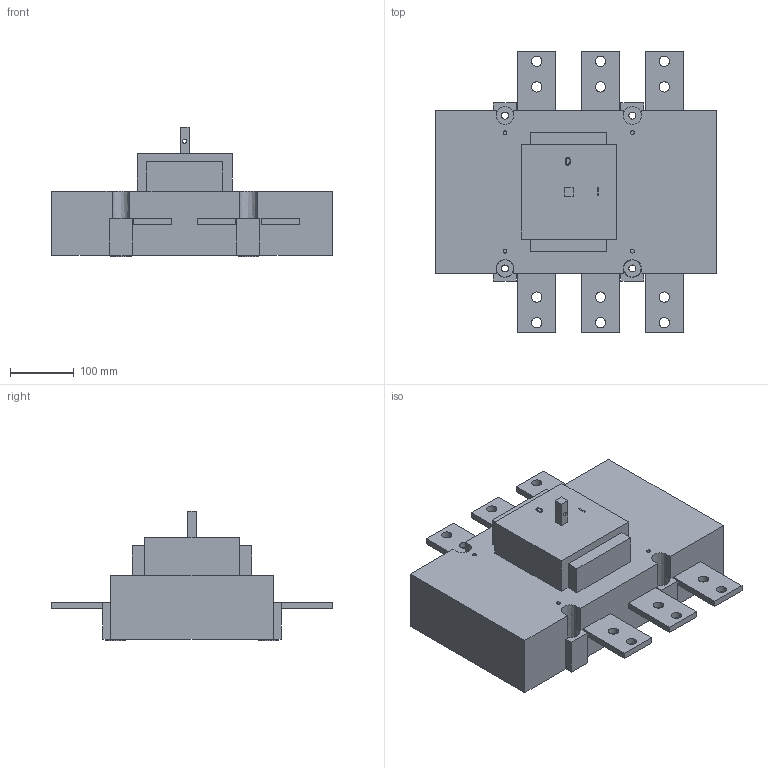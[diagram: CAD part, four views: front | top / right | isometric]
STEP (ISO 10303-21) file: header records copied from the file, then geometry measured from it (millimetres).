
FILE_DESCRIPTION((''),'2;1');
FILE_NAME('Int S5000-1600-1800A 3P (2011-05).stp','2011-05-30T11:08:12',('enm'),(''),'Autodesk Inventor 2010','Autodesk Inventor 2010','');
FILE_SCHEMA(('AUTOMOTIVE_DESIGN { 1 0 10303 214 1 1 1 1 }'));
Length unit declared in the file: millimetre
Products named in the file (1): 1250A
Bounding box: 441 x 441 x 203.5 mm (x, y, z)
Volume: 13046230.4 mm3; surface area: 518798.3 mm2
Topology: 1 solids, 1 shells, 142 faces, 363 edges, 242 vertices
Faces by surface type: plane 72, bspline 53, cylinder 17
Full cylindrical faces by diameter (mm): 6 x4, 6.25 x1, 11 x2, 16.2 x6, 28 x2, 32 x2
Entity records: 4446 total; most frequent: CARTESIAN_POINT 1194, ORIENTED_EDGE 660, DIRECTION 548, EDGE_CURVE 330, VECTOR 244, LINE 244, VERTEX_POINT 238, EDGE_LOOP 224
